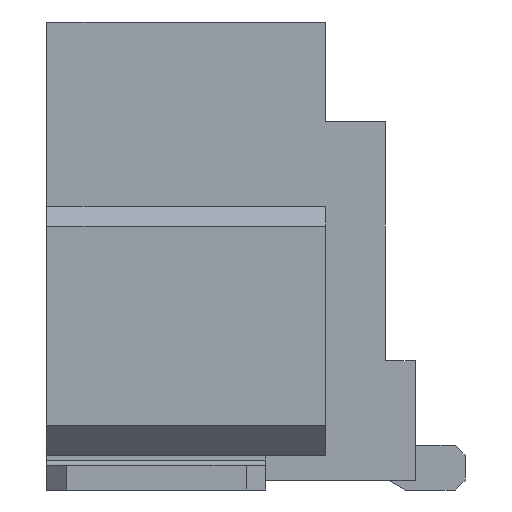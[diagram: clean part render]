
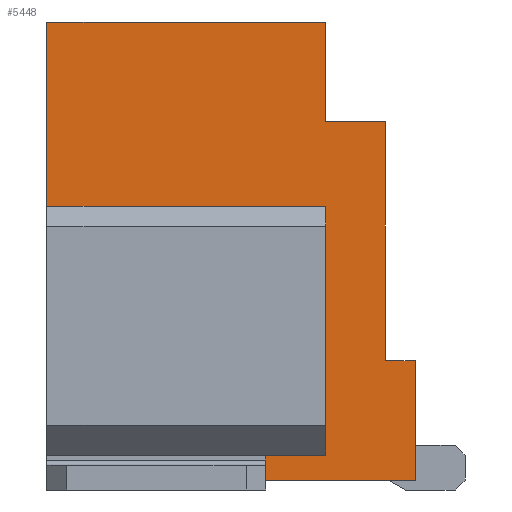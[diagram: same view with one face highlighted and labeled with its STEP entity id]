
A CAD part, left-side view. The second image highlights one B-rep face of the part: STEP entity #5448.
In plain terms, the highlighted planar face has unit normal (-1, 0, 0).
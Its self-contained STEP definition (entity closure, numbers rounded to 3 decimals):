
#73=DIRECTION('',(0.,0.,1.));
#74=VECTOR('',#73,1.2);
#75=CARTESIAN_POINT('',(-4.625,-1.85,-2.3));
#76=LINE('',#75,#74);
#741=DIRECTION('',(0.,-1.,0.));
#742=VECTOR('',#741,2.8);
#743=CARTESIAN_POINT('',(-4.625,1.85,2.3));
#744=LINE('',#743,#742);
#1109=DIRECTION('',(0.,0.,-1.));
#1110=VECTOR('',#1109,1.);
#1111=CARTESIAN_POINT('',(-4.625,-0.95,2.3));
#1112=LINE('',#1111,#1110);
#1113=DIRECTION('',(0.,-1.,0.));
#1114=VECTOR('',#1113,0.6);
#1115=CARTESIAN_POINT('',(-4.625,-0.95,1.3));
#1116=LINE('',#1115,#1114);
#1117=DIRECTION('',(0.,0.,-1.));
#1118=VECTOR('',#1117,2.4);
#1119=CARTESIAN_POINT('',(-4.625,-1.55,1.3));
#1120=LINE('',#1119,#1118);
#1121=DIRECTION('',(0.,1.,0.));
#1122=VECTOR('',#1121,0.3);
#1123=CARTESIAN_POINT('',(-4.625,-1.85,-1.1));
#1124=LINE('',#1123,#1122);
#1125=DIRECTION('',(0.,0.,1.));
#1126=VECTOR('',#1125,0.25);
#1127=CARTESIAN_POINT('',(-4.625,1.85,-2.3));
#1128=LINE('',#1127,#1126);
#1129=DIRECTION('',(0.,-1.,0.));
#1130=VECTOR('',#1129,2.8);
#1131=CARTESIAN_POINT('',(-4.625,1.85,-2.05));
#1132=LINE('',#1131,#1130);
#1133=DIRECTION('',(0.,0.,-1.));
#1134=VECTOR('',#1133,2.5);
#1135=CARTESIAN_POINT('',(-4.625,-0.95,0.45));
#1136=LINE('',#1135,#1134);
#1137=DIRECTION('',(0.,-1.,0.));
#1138=VECTOR('',#1137,2.8);
#1139=CARTESIAN_POINT('',(-4.625,1.85,0.45));
#1140=LINE('',#1139,#1138);
#1141=DIRECTION('',(0.,0.,1.));
#1142=VECTOR('',#1141,1.85);
#1143=CARTESIAN_POINT('',(-4.625,1.85,0.45));
#1144=LINE('',#1143,#1142);
#1209=DIRECTION('',(0.,-1.,0.));
#1210=VECTOR('',#1209,3.7);
#1211=CARTESIAN_POINT('',(-4.625,1.85,-2.3));
#1212=LINE('',#1211,#1210);
#3199=CARTESIAN_POINT('',(-4.625,1.85,-2.3));
#3200=CARTESIAN_POINT('',(-4.625,-1.85,-2.3));
#3201=VERTEX_POINT('',#3199);
#3202=VERTEX_POINT('',#3200);
#3239=CARTESIAN_POINT('',(-4.625,-0.95,0.45));
#3240=CARTESIAN_POINT('',(-4.625,-0.95,-2.05));
#3241=VERTEX_POINT('',#3239);
#3242=VERTEX_POINT('',#3240);
#3243=CARTESIAN_POINT('',(-4.625,1.85,0.45));
#3244=VERTEX_POINT('',#3243);
#3251=CARTESIAN_POINT('',(-4.625,1.85,2.3));
#3252=VERTEX_POINT('',#3251);
#3287=CARTESIAN_POINT('',(-4.625,-1.85,-1.1));
#3288=CARTESIAN_POINT('',(-4.625,-1.55,-1.1));
#3289=VERTEX_POINT('',#3287);
#3290=VERTEX_POINT('',#3288);
#3296=CARTESIAN_POINT('',(-4.625,-1.55,1.3));
#3298=VERTEX_POINT('',#3296);
#3465=CARTESIAN_POINT('',(-4.625,-0.95,2.3));
#3466=CARTESIAN_POINT('',(-4.625,-0.95,1.3));
#3467=VERTEX_POINT('',#3465);
#3468=VERTEX_POINT('',#3466);
#3879=CARTESIAN_POINT('',(-4.625,1.85,-2.05));
#3880=VERTEX_POINT('',#3879);
#5423=CARTESIAN_POINT('',(-4.625,1.85,-2.3));
#5424=DIRECTION('',(-1.,0.,0.));
#5425=DIRECTION('',(0.,-1.,0.));
#5426=AXIS2_PLACEMENT_3D('',#5423,#5424,#5425);
#5427=PLANE('',#5426);
#5428=ORIENTED_EDGE('',*,*,#5031,.T.);
#5430=ORIENTED_EDGE('',*,*,#5429,.T.);
#5432=ORIENTED_EDGE('',*,*,#5431,.T.);
#5433=ORIENTED_EDGE('',*,*,#5146,.F.);
#5434=ORIENTED_EDGE('',*,*,#4300,.F.);
#5436=ORIENTED_EDGE('',*,*,#5435,.F.);
#5437=ORIENTED_EDGE('',*,*,#4559,.T.);
#5439=ORIENTED_EDGE('',*,*,#5438,.T.);
#5441=ORIENTED_EDGE('',*,*,#5440,.F.);
#5443=ORIENTED_EDGE('',*,*,#5442,.F.);
#5444=ORIENTED_EDGE('',*,*,#4537,.T.);
#5445=ORIENTED_EDGE('',*,*,#4972,.T.);
#5446=EDGE_LOOP('',(#5428,#5430,#5432,#5433,#5434,#5436,#5437,#5439,#5441,#5443,
#5444,#5445));
#5447=FACE_OUTER_BOUND('',#5446,.F.);
#5448=ADVANCED_FACE('',(#5447),#5427,.T.);
#4300=EDGE_CURVE('',#3202,#3289,#76,.T.);
#4537=EDGE_CURVE('',#3244,#3252,#1144,.T.);
#4559=EDGE_CURVE('',#3201,#3880,#1128,.T.);
#4972=EDGE_CURVE('',#3252,#3467,#744,.T.);
#5031=EDGE_CURVE('',#3467,#3468,#1112,.T.);
#5146=EDGE_CURVE('',#3289,#3290,#1124,.T.);
#5429=EDGE_CURVE('',#3468,#3298,#1116,.T.);
#5431=EDGE_CURVE('',#3298,#3290,#1120,.T.);
#5435=EDGE_CURVE('',#3201,#3202,#1212,.T.);
#5438=EDGE_CURVE('',#3880,#3242,#1132,.T.);
#5440=EDGE_CURVE('',#3241,#3242,#1136,.T.);
#5442=EDGE_CURVE('',#3244,#3241,#1140,.T.);
